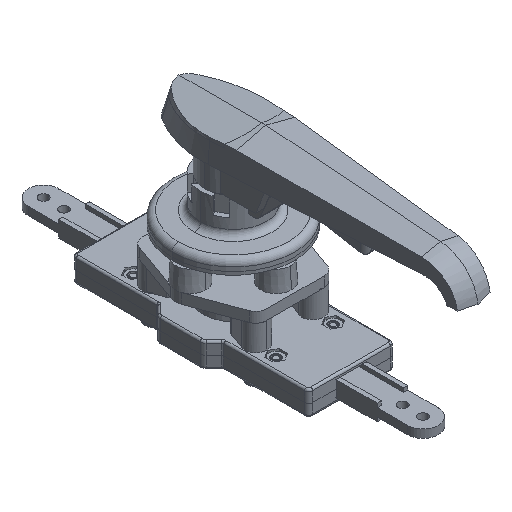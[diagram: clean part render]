
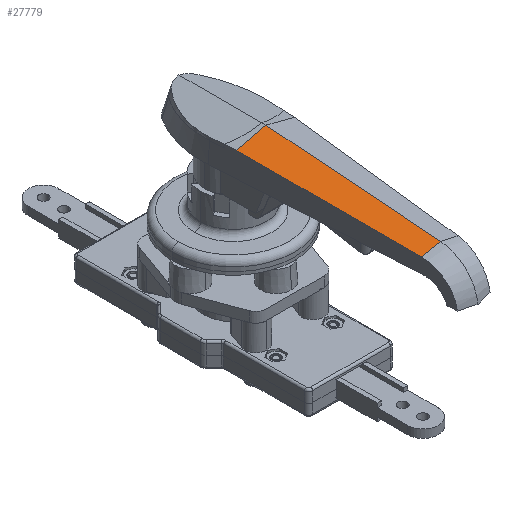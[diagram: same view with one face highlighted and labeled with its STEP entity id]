
A CAD part, isometric view. The second image highlights one B-rep face of the part: STEP entity #27779.
In plain terms, the highlighted planar face has unit normal (-0.257, -0.073, 0.964).
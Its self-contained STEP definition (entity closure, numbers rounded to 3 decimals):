
#157 = VERTEX_POINT ( 'NONE', #5213 ) ;
#1233 = ORIENTED_EDGE ( 'NONE', *, *, #14750, .F. ) ;
#2270 = DIRECTION ( 'NONE',  ( -0.966, 0., -0.258 ) ) ;
#2316 = CARTESIAN_POINT ( 'NONE',  ( -0.808, -15.992, 27.785 ) ) ;
#2547 = DIRECTION ( 'NONE',  ( 0.257, 0.073, -0.964 ) ) ;
#2592 = LINE ( 'NONE', #2316, #14024 ) ;
#2753 = VECTOR ( 'NONE', #26793, 1000. ) ;
#4271 = VECTOR ( 'NONE', #22190, 1000. ) ;
#5213 = CARTESIAN_POINT ( 'NONE',  ( 0., -16., 28. ) ) ;
#5348 = VERTEX_POINT ( 'NONE', #19226 ) ;
#5651 = ORIENTED_EDGE ( 'NONE', *, *, #10961, .F. ) ;
#6041 = EDGE_CURVE ( 'NONE', #5348, #20185, #7201, .T. ) ;
#7201 = LINE ( 'NONE', #19991, #2753 ) ;
#8522 = AXIS2_PLACEMENT_3D ( 'NONE', #10784, #2547, #2270 ) ;
#9123 = LINE ( 'NONE', #17924, #16187 ) ;
#9746 = EDGE_LOOP ( 'NONE', ( #25377, #5651, #1233, #24388 ) ) ;
#10694 = CARTESIAN_POINT ( 'NONE',  ( 0., -101.663, 21.5 ) ) ;
#10784 = CARTESIAN_POINT ( 'NONE',  ( 0., -101.663, 21.5 ) ) ;
#10961 = EDGE_CURVE ( 'NONE', #157, #15913, #24190, .T. ) ;
#11236 = DIRECTION ( 'NONE',  ( 0.966, -0.01, 0.257 ) ) ;
#13457 = FACE_OUTER_BOUND ( 'NONE', #9746, .T. ) ;
#14024 = VECTOR ( 'NONE', #11236, 1000. ) ;
#14750 = EDGE_CURVE ( 'NONE', #20185, #157, #2592, .T. ) ;
#15772 = DIRECTION ( 'NONE',  ( -0.966, 0.051, -0.254 ) ) ;
#15913 = VERTEX_POINT ( 'NONE', #10694 ) ;
#16187 = VECTOR ( 'NONE', #15772, 1000. ) ;
#17594 = PLANE ( 'NONE',  #8522 ) ;
#17924 = CARTESIAN_POINT ( 'NONE',  ( 0., -101.663, 21.5 ) ) ;
#19226 = CARTESIAN_POINT ( 'NONE',  ( -8.999, -101.188, 19.136 ) ) ;
#19368 = CARTESIAN_POINT ( 'NONE',  ( 0., -16., 28. ) ) ;
#19991 = CARTESIAN_POINT ( 'NONE',  ( -8.037, -117.24, 18.175 ) ) ;
#20185 = VERTEX_POINT ( 'NONE', #27157 ) ;
#22190 = DIRECTION ( 'NONE',  ( 0., -0.997, -0.076 ) ) ;
#24190 = LINE ( 'NONE', #19368, #4271 ) ;
#24388 = ORIENTED_EDGE ( 'NONE', *, *, #6041, .F. ) ;
#24620 = EDGE_CURVE ( 'NONE', #15913, #5348, #9123, .T. ) ;
#25377 = ORIENTED_EDGE ( 'NONE', *, *, #24620, .F. ) ;
#26793 = DIRECTION ( 'NONE',  ( -0.06, 0.996, 0.06 ) ) ;
#27157 = CARTESIAN_POINT ( 'NONE',  ( -14.112, -15.858, 24.247 ) ) ;
#27779 = ADVANCED_FACE ( 'NONE', ( #13457 ), #17594, .F. ) ;
